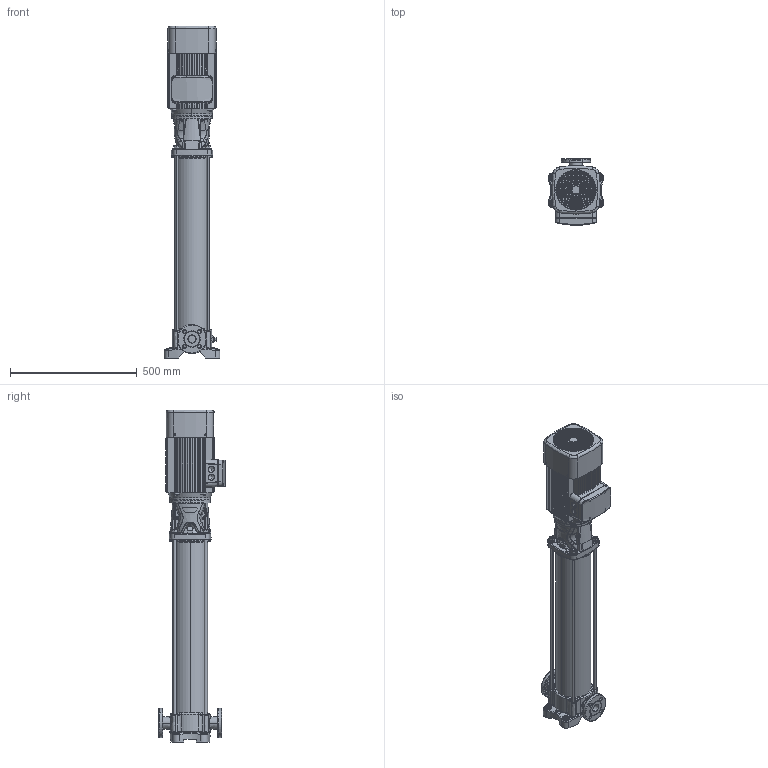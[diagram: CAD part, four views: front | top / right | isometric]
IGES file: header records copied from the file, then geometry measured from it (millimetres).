
Global section: file name: 015P2187 (RMV 5-26F); native system: AutoCAD 2021 — Русский (Russian),62HAutod; preprocessor: esk Translation Framework DWG producer (atf_dwg_producer); organization: unknown; date: 20240901.220222; units: millimetre
Bounding box: 219.98 x 264.62 x 1312 mm (x, y, z)
Volume: 14505167.9 mm3; surface area: 1923051.1 mm2
Topology: 39 solids, 45 shells, 3232 faces, 13909 edges, 11374 vertices
Faces by surface type: bspline 3100, revolution 132
